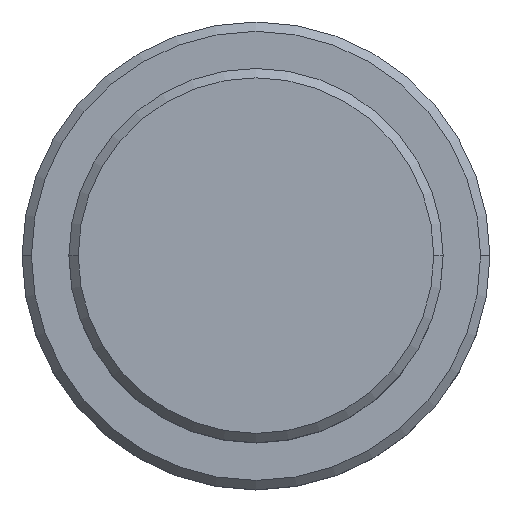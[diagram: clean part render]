
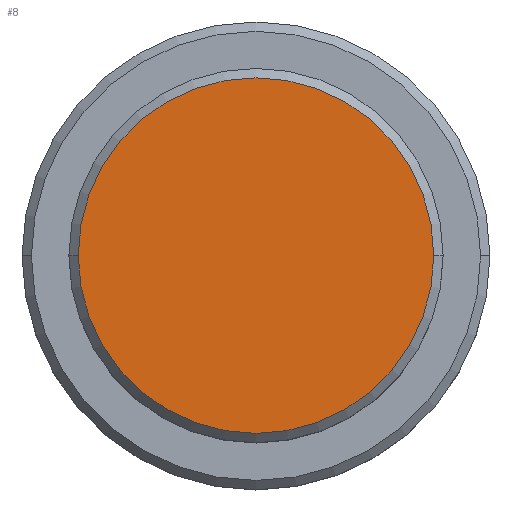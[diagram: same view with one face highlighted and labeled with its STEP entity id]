
A CAD part, top view. The second image highlights one B-rep face of the part: STEP entity #8.
In plain terms, the highlighted planar face has unit normal (0, 0, 1).
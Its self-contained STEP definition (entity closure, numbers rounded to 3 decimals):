
#8 = ADVANCED_FACE ( 'NONE', ( #258 ), #1325, .T. ) ;
#9 = DIRECTION ( 'NONE',  ( 0., 0., 1. ) ) ;
#76 = EDGE_LOOP ( 'NONE', ( #1296, #291 ) ) ;
#88 = DIRECTION ( 'NONE',  ( 0., 0., 1. ) ) ;
#117 = CARTESIAN_POINT ( 'NONE',  ( 0., 0., 0. ) ) ;
#184 = VERTEX_POINT ( 'NONE', #1411 ) ;
#258 = FACE_OUTER_BOUND ( 'NONE', #76, .T. ) ;
#269 = AXIS2_PLACEMENT_3D ( 'NONE', #117, #9, #572 ) ;
#291 = ORIENTED_EDGE ( 'NONE', *, *, #1349, .T. ) ;
#352 = CIRCLE ( 'NONE', #999, 9.5 ) ;
#572 = DIRECTION ( 'NONE',  ( 1., 0., 0. ) ) ;
#615 = EDGE_CURVE ( 'NONE', #810, #184, #641, .T. ) ;
#641 = CIRCLE ( 'NONE', #995, 9.5 ) ;
#741 = CARTESIAN_POINT ( 'NONE',  ( 0., 0., 0. ) ) ;
#810 = VERTEX_POINT ( 'NONE', #811 ) ;
#811 = CARTESIAN_POINT ( 'NONE',  ( -9.5, 0., 0. ) ) ;
#981 = DIRECTION ( 'NONE',  ( 0., 0., 1. ) ) ;
#989 = CARTESIAN_POINT ( 'NONE',  ( 0., 0., 0. ) ) ;
#995 = AXIS2_PLACEMENT_3D ( 'NONE', #989, #981, #1311 ) ;
#999 = AXIS2_PLACEMENT_3D ( 'NONE', #741, #88, #1074 ) ;
#1074 = DIRECTION ( 'NONE',  ( 1., 0., 0. ) ) ;
#1296 = ORIENTED_EDGE ( 'NONE', *, *, #615, .T. ) ;
#1311 = DIRECTION ( 'NONE',  ( 1., 0., 0. ) ) ;
#1325 = PLANE ( 'NONE',  #269 ) ;
#1349 = EDGE_CURVE ( 'NONE', #184, #810, #352, .T. ) ;
#1411 = CARTESIAN_POINT ( 'NONE',  ( 9.5, 0., 0. ) ) ;
